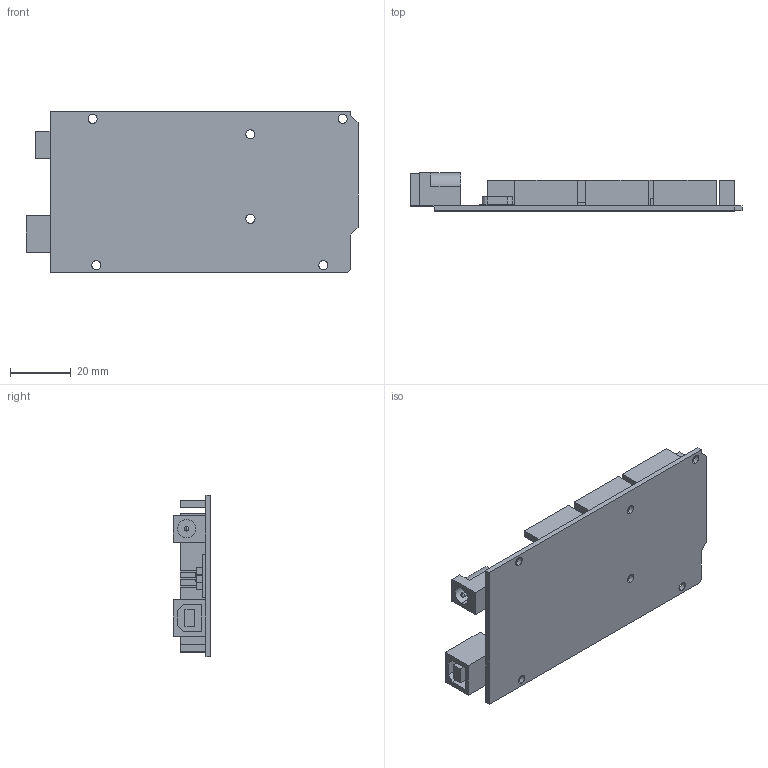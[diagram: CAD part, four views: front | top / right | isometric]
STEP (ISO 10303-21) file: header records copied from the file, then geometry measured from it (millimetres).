
FILE_DESCRIPTION (( 'STEP AP203' ), '1' );
FILE_NAME ('Mega_Default_sldprt.STEP', '2022-09-20T08:33:37', ( '' ), ( '' ), 'SwSTEP 2.0', 'SolidWorks 2020', '' );
FILE_SCHEMA (( 'CONFIG_CONTROL_DESIGN' ));
Length unit declared in the file: millimetre
Products named in the file (1): Mega_Default_sldprt
Bounding box: 109.6 x 12.5 x 53.34 mm (x, y, z)
Volume: 15206.7 mm3; surface area: 21562.3 mm2
Topology: 4 solids, 4 shells, 555 faces, 1421 edges, 946 vertices
Faces by surface type: plane 530, cylinder 23, sphere 2
Entity records: 16703 total; most frequent: CARTESIAN_POINT 2917, ORIENTED_EDGE 2834, DIRECTION 2578, EDGE_CURVE 1417, LINE 1368, VECTOR 1368, VERTEX_POINT 944, EDGE_LOOP 713
